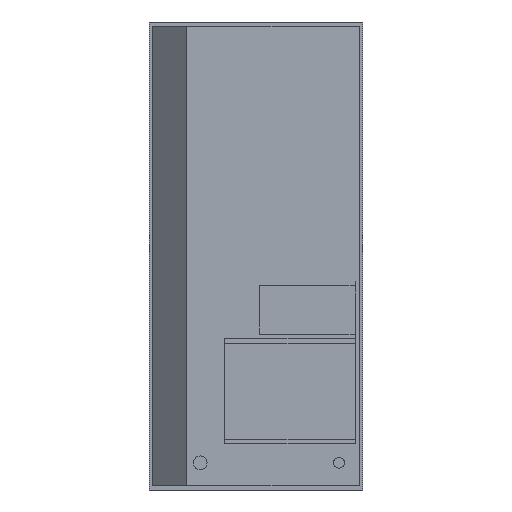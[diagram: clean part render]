
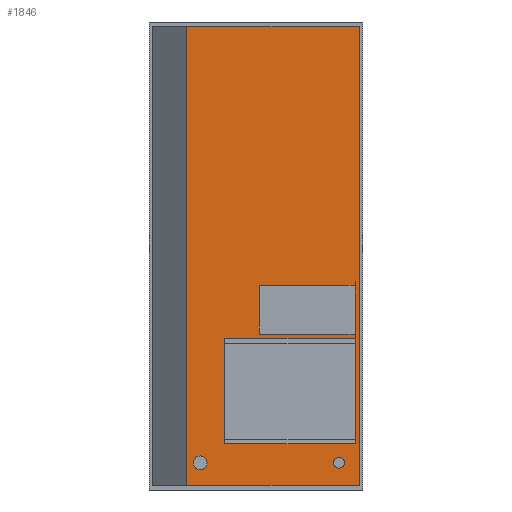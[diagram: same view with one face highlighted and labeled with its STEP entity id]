
A CAD part, front view. The second image highlights one B-rep face of the part: STEP entity #1846.
In plain terms, the highlighted planar face has unit normal (0, -1, 0).
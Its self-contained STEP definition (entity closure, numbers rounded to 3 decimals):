
#24=FACE_BOUND('',#231,.T.);
#25=FACE_BOUND('',#232,.T.);
#26=FACE_BOUND('',#233,.T.);
#27=FACE_BOUND('',#234,.T.);
#125=FACE_OUTER_BOUND('',#230,.T.);
#230=EDGE_LOOP('',(#1603,#1604,#1605,#1606));
#231=EDGE_LOOP('',(#1607,#1608,#1609,#1610,#1611,#1612,#1613,#1614));
#232=EDGE_LOOP('',(#1615,#1616));
#233=EDGE_LOOP('',(#1617,#1618));
#234=EDGE_LOOP('',(#1619,#1620,#1621,#1622));
#336=LINE('',#2709,#565);
#339=LINE('',#2715,#568);
#341=LINE('',#2721,#570);
#345=LINE('',#2729,#574);
#349=LINE('',#2736,#578);
#365=LINE('',#2769,#594);
#367=LINE('',#2772,#596);
#368=LINE('',#2774,#597);
#377=LINE('',#2811,#606);
#379=LINE('',#2817,#608);
#393=LINE('',#2843,#622);
#394=LINE('',#2845,#623);
#445=LINE('',#2951,#674);
#448=LINE('',#2957,#677);
#455=LINE('',#2971,#684);
#456=LINE('',#2973,#685);
#565=VECTOR('',#2208,10.);
#568=VECTOR('',#2213,10.);
#570=VECTOR('',#2217,10.);
#574=VECTOR('',#2223,10.);
#578=VECTOR('',#2229,10.);
#594=VECTOR('',#2259,10.);
#596=VECTOR('',#2263,10.);
#597=VECTOR('',#2266,10.);
#606=VECTOR('',#2303,10.);
#608=VECTOR('',#2307,10.);
#622=VECTOR('',#2331,10.);
#623=VECTOR('',#2334,10.);
#674=VECTOR('',#2421,10.);
#677=VECTOR('',#2426,10.);
#684=VECTOR('',#2445,10.);
#685=VECTOR('',#2448,10.);
#720=CIRCLE('',#1949,25.);
#721=CIRCLE('',#1950,25.);
#724=CIRCLE('',#1955,20.);
#725=CIRCLE('',#1956,20.);
#799=VERTEX_POINT('',#2703);
#801=VERTEX_POINT('',#2707);
#803=VERTEX_POINT('',#2713);
#804=VERTEX_POINT('',#2717);
#806=VERTEX_POINT('',#2720);
#809=VERTEX_POINT('',#2728);
#811=VERTEX_POINT('',#2734);
#821=VERTEX_POINT('',#2768);
#824=VERTEX_POINT('',#2780);
#825=VERTEX_POINT('',#2782);
#828=VERTEX_POINT('',#2791);
#829=VERTEX_POINT('',#2793);
#834=VERTEX_POINT('',#2807);
#835=VERTEX_POINT('',#2809);
#836=VERTEX_POINT('',#2813);
#838=VERTEX_POINT('',#2816);
#881=VERTEX_POINT('',#2948);
#882=VERTEX_POINT('',#2950);
#883=VERTEX_POINT('',#2954);
#884=VERTEX_POINT('',#2956);
#1006=EDGE_CURVE('',#799,#801,#336,.T.);
#1009=EDGE_CURVE('',#801,#803,#339,.T.);
#1011=EDGE_CURVE('',#804,#806,#341,.T.);
#1015=EDGE_CURVE('',#809,#806,#345,.T.);
#1019=EDGE_CURVE('',#803,#811,#349,.T.);
#1035=EDGE_CURVE('',#821,#809,#365,.T.);
#1037=EDGE_CURVE('',#811,#821,#367,.T.);
#1038=EDGE_CURVE('',#804,#799,#368,.T.);
#1042=EDGE_CURVE('',#825,#824,#720,.T.);
#1043=EDGE_CURVE('',#824,#825,#721,.T.);
#1047=EDGE_CURVE('',#829,#828,#724,.T.);
#1048=EDGE_CURVE('',#828,#829,#725,.T.);
#1055=EDGE_CURVE('',#834,#835,#377,.T.);
#1057=EDGE_CURVE('',#838,#836,#379,.T.);
#1071=EDGE_CURVE('',#836,#834,#393,.T.);
#1072=EDGE_CURVE('',#835,#838,#394,.T.);
#1123=EDGE_CURVE('',#881,#882,#445,.T.);
#1126=EDGE_CURVE('',#883,#884,#448,.T.);
#1133=EDGE_CURVE('',#884,#881,#455,.T.);
#1134=EDGE_CURVE('',#883,#882,#456,.T.);
#1603=ORIENTED_EDGE('',*,*,#1133,.F.);
#1604=ORIENTED_EDGE('',*,*,#1126,.F.);
#1605=ORIENTED_EDGE('',*,*,#1134,.T.);
#1606=ORIENTED_EDGE('',*,*,#1123,.F.);
#1607=ORIENTED_EDGE('',*,*,#1035,.T.);
#1608=ORIENTED_EDGE('',*,*,#1015,.T.);
#1609=ORIENTED_EDGE('',*,*,#1011,.F.);
#1610=ORIENTED_EDGE('',*,*,#1038,.T.);
#1611=ORIENTED_EDGE('',*,*,#1006,.T.);
#1612=ORIENTED_EDGE('',*,*,#1009,.T.);
#1613=ORIENTED_EDGE('',*,*,#1019,.T.);
#1614=ORIENTED_EDGE('',*,*,#1037,.T.);
#1615=ORIENTED_EDGE('',*,*,#1042,.T.);
#1616=ORIENTED_EDGE('',*,*,#1043,.T.);
#1617=ORIENTED_EDGE('',*,*,#1047,.T.);
#1618=ORIENTED_EDGE('',*,*,#1048,.T.);
#1619=ORIENTED_EDGE('',*,*,#1057,.T.);
#1620=ORIENTED_EDGE('',*,*,#1071,.T.);
#1621=ORIENTED_EDGE('',*,*,#1055,.T.);
#1622=ORIENTED_EDGE('',*,*,#1072,.T.);
#1747=PLANE('',#1992);
#1846=ADVANCED_FACE('',(#125,#24,#25,#26,#27),#1747,.T.);
#1949=AXIS2_PLACEMENT_3D('',#2783,#2274,#2275);
#1950=AXIS2_PLACEMENT_3D('',#2784,#2276,#2277);
#1955=AXIS2_PLACEMENT_3D('',#2794,#2287,#2288);
#1956=AXIS2_PLACEMENT_3D('',#2795,#2289,#2290);
#1992=AXIS2_PLACEMENT_3D('',#2972,#2446,#2447);
#2208=DIRECTION('',(1.,0.,0.));
#2213=DIRECTION('',(0.,0.,1.));
#2217=DIRECTION('',(1.,0.,0.));
#2223=DIRECTION('',(0.,0.,1.));
#2229=DIRECTION('',(1.,0.,0.));
#2259=DIRECTION('',(-1.,0.,0.));
#2263=DIRECTION('',(0.,0.,-1.));
#2266=DIRECTION('',(0.,0.,1.));
#2274=DIRECTION('center_axis',(0.,1.,0.));
#2275=DIRECTION('ref_axis',(1.,0.,0.));
#2276=DIRECTION('center_axis',(0.,1.,0.));
#2277=DIRECTION('ref_axis',(1.,0.,0.));
#2287=DIRECTION('center_axis',(0.,1.,0.));
#2288=DIRECTION('ref_axis',(1.,0.,0.));
#2289=DIRECTION('center_axis',(0.,1.,0.));
#2290=DIRECTION('ref_axis',(1.,0.,0.));
#2303=DIRECTION('',(-1.,0.,0.));
#2307=DIRECTION('',(1.,0.,0.));
#2331=DIRECTION('',(0.,0.,-1.));
#2334=DIRECTION('',(0.,0.,1.));
#2421=DIRECTION('',(1.,0.,0.));
#2426=DIRECTION('',(-1.,0.,0.));
#2445=DIRECTION('',(0.,0.,1.));
#2446=DIRECTION('center_axis',(0.,-1.,0.));
#2447=DIRECTION('ref_axis',(1.,0.,0.));
#2448=DIRECTION('',(0.,0.,1.));
#2703=CARTESIAN_POINT('',(12.,0.,-108.));
#2707=CARTESIAN_POINT('',(364.,0.,-108.));
#2709=CARTESIAN_POINT('',(12.,0.,-108.));
#2713=CARTESIAN_POINT('',(364.,0.,-95.));
#2715=CARTESIAN_POINT('',(364.,0.,845.));
#2717=CARTESIAN_POINT('',(12.,0.,-287.));
#2720=CARTESIAN_POINT('',(364.,0.,-287.));
#2721=CARTESIAN_POINT('',(12.,0.,-287.));
#2728=CARTESIAN_POINT('',(364.,0.,-300.));
#2729=CARTESIAN_POINT('',(364.,0.,-287.));
#2734=CARTESIAN_POINT('',(365.,0.,-95.));
#2736=CARTESIAN_POINT('',(55.,0.,-95.));
#2768=CARTESIAN_POINT('',(365.,0.,-300.));
#2769=CARTESIAN_POINT('',(55.,0.,-300.));
#2772=CARTESIAN_POINT('',(365.,0.,-98.75));
#2774=CARTESIAN_POINT('',(12.,0.,-98.75));
#2780=CARTESIAN_POINT('',(-230.,0.,-760.));
#2782=CARTESIAN_POINT('',(-180.,0.,-760.));
#2783=CARTESIAN_POINT('Origin',(-205.,0.,-760.));
#2784=CARTESIAN_POINT('Origin',(-205.,0.,-760.));
#2791=CARTESIAN_POINT('',(285.,0.,-760.));
#2793=CARTESIAN_POINT('',(325.,0.,-760.));
#2794=CARTESIAN_POINT('Origin',(305.,0.,-760.));
#2795=CARTESIAN_POINT('Origin',(305.,0.,-760.));
#2807=CARTESIAN_POINT('',(365.,0.,-690.));
#2809=CARTESIAN_POINT('',(-115.,0.,-690.));
#2811=CARTESIAN_POINT('',(55.,0.,-690.));
#2813=CARTESIAN_POINT('',(365.,0.,-305.));
#2816=CARTESIAN_POINT('',(-115.,0.,-305.));
#2817=CARTESIAN_POINT('',(55.,0.,-305.));
#2843=CARTESIAN_POINT('',(365.,0.,-248.75));
#2845=CARTESIAN_POINT('',(-115.,0.,-248.75));
#2948=CARTESIAN_POINT('',(-255.,0.,845.));
#2950=CARTESIAN_POINT('',(380.,0.,845.));
#2951=CARTESIAN_POINT('',(-255.,0.,845.));
#2954=CARTESIAN_POINT('',(380.,0.,-845.));
#2956=CARTESIAN_POINT('',(-255.,0.,-845.));
#2957=CARTESIAN_POINT('',(-255.,0.,-845.));
#2971=CARTESIAN_POINT('',(-255.,0.,0.));
#2972=CARTESIAN_POINT('Origin',(-255.,0.,0.));
#2973=CARTESIAN_POINT('',(380.,0.,0.));
